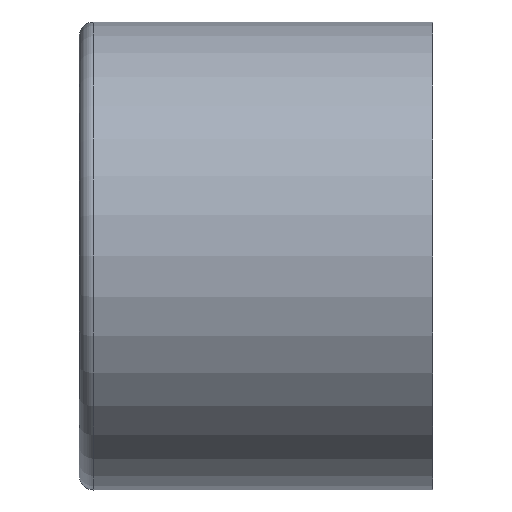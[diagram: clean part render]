
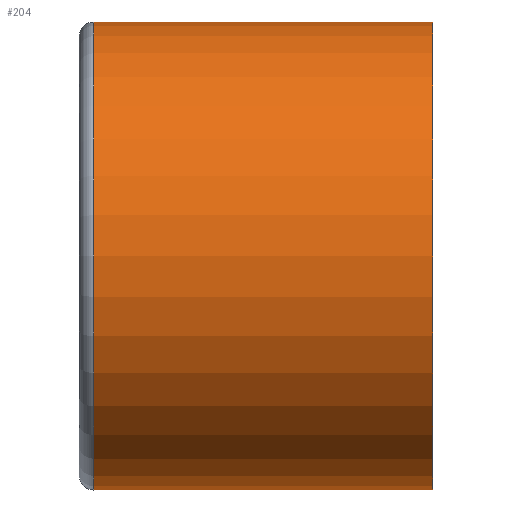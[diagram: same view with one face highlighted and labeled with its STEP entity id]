
A CAD part, front view. The second image highlights one B-rep face of the part: STEP entity #204.
In plain terms, the highlighted cylindrical face has radius 7.94 mm (diameter 15.88 mm), a partial arc.
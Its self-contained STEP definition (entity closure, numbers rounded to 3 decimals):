
#32 = LINE ( 'NONE', #168, #422 ) ;
#35 = VERTEX_POINT ( 'NONE', #403 ) ;
#62 = ORIENTED_EDGE ( 'NONE', *, *, #867, .T. ) ;
#79 = CIRCLE ( 'NONE', #608, 7.94 ) ;
#89 = DIRECTION ( 'NONE',  ( 0., 0., 1. ) ) ;
#123 = CARTESIAN_POINT ( 'NONE',  ( -29.182, -16.905, 2.31 ) ) ;
#124 = ORIENTED_EDGE ( 'NONE', *, *, #711, .F. ) ;
#133 = ORIENTED_EDGE ( 'NONE', *, *, #822, .T. ) ;
#158 = CARTESIAN_POINT ( 'NONE',  ( -29.182, -16.905, 10.25 ) ) ;
#161 = AXIS2_PLACEMENT_3D ( 'NONE', #656, #808, #607 ) ;
#168 = CARTESIAN_POINT ( 'NONE',  ( -17.682, -16.905, 18.19 ) ) ;
#183 = AXIS2_PLACEMENT_3D ( 'NONE', #613, #271, #826 ) ;
#204 = ADVANCED_FACE ( 'NONE', ( #844 ), #675, .T. ) ;
#271 = DIRECTION ( 'NONE',  ( -1., 0., 0. ) ) ;
#289 = CARTESIAN_POINT ( 'NONE',  ( -17.682, -16.905, 2.31 ) ) ;
#308 = DIRECTION ( 'NONE',  ( -1., 0., 0. ) ) ;
#311 = EDGE_LOOP ( 'NONE', ( #62, #133, #124, #341 ) ) ;
#341 = ORIENTED_EDGE ( 'NONE', *, *, #738, .T. ) ;
#403 = CARTESIAN_POINT ( 'NONE',  ( -17.682, -16.905, 2.31 ) ) ;
#405 = VERTEX_POINT ( 'NONE', #123 ) ;
#422 = VECTOR ( 'NONE', #308, 1000. ) ;
#486 = DIRECTION ( 'NONE',  ( 1., 0., 0. ) ) ;
#501 = VERTEX_POINT ( 'NONE', #721 ) ;
#524 = CIRCLE ( 'NONE', #161, 7.94 ) ;
#533 = DIRECTION ( 'NONE',  ( -1., 0., 0. ) ) ;
#582 = VERTEX_POINT ( 'NONE', #597 ) ;
#597 = CARTESIAN_POINT ( 'NONE',  ( -17.682, -16.905, 18.19 ) ) ;
#607 = DIRECTION ( 'NONE',  ( 0., 0., -1. ) ) ;
#608 = AXIS2_PLACEMENT_3D ( 'NONE', #158, #486, #89 ) ;
#612 = LINE ( 'NONE', #289, #803 ) ;
#613 = CARTESIAN_POINT ( 'NONE',  ( -29.182, -16.905, 10.25 ) ) ;
#656 = CARTESIAN_POINT ( 'NONE',  ( -17.682, -16.905, 10.25 ) ) ;
#675 = CYLINDRICAL_SURFACE ( 'NONE', #183, 7.94 ) ;
#711 = EDGE_CURVE ( 'NONE', #35, #405, #612, .T. ) ;
#721 = CARTESIAN_POINT ( 'NONE',  ( -29.182, -16.905, 18.19 ) ) ;
#738 = EDGE_CURVE ( 'NONE', #35, #582, #524, .T. ) ;
#803 = VECTOR ( 'NONE', #533, 1000. ) ;
#808 = DIRECTION ( 'NONE',  ( -1., 0., 0. ) ) ;
#822 = EDGE_CURVE ( 'NONE', #501, #405, #79, .T. ) ;
#826 = DIRECTION ( 'NONE',  ( 0., 0., -1. ) ) ;
#844 = FACE_OUTER_BOUND ( 'NONE', #311, .T. ) ;
#867 = EDGE_CURVE ( 'NONE', #582, #501, #32, .T. ) ;
